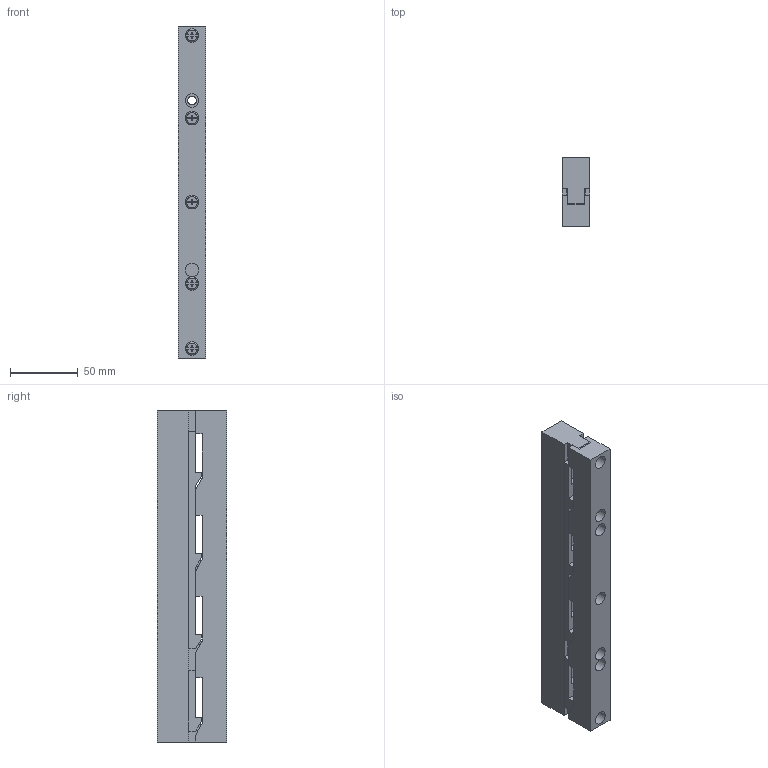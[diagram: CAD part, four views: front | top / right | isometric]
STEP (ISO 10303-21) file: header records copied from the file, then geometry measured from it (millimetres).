
FILE_DESCRIPTION(/* description */ ('STEP AP214'),/* implementation_level */ '2;1');
FILE_NAME(/* name */ '01485',/* time_stamp */ '2024-11-11T16:43:30+01:00',/* author */ ('License CC BY-ND 4.0'),/* organization */ ('CADENAS'),/* preprocessor_version */ 'ST-DEVELOPER v19.3',/* originating_system */ 'PARTsolutions',/* authorisation */ ' ');
FILE_SCHEMA (('AUTOMOTIVE_DESIGN {1 0 10303 214 3 1 1}'));
Length unit declared in the file: millimetre
Products named in the file (6): 01485; 79857000; 80147; 79433000; 79759000; 79858000
Assembly tree (9 placements, depth 2):
  01485
    79857000
    80147  x5
    79433000
    79759000
    79858000
Bounding box: 20 x 51 x 245 mm (x, y, z)
Volume: 219707.6 mm3; surface area: 68480.7 mm2
Topology: 9 solids, 9 shells, 260 faces, 667 edges, 442 vertices
Faces by surface type: plane 216, cylinder 34, cone 10
Full cylindrical faces by diameter (mm): 5 x5, 6 x10, 6.5 x1, 9.9 x1, 10 x17
Entity records: 5638 total; most frequent: CARTESIAN_POINT 965, ORIENTED_EDGE 894, DIRECTION 891, EDGE_CURVE 447, LINE 383, VECTOR 383, VERTEX_POINT 312, AXIS2_PLACEMENT_3D 254
